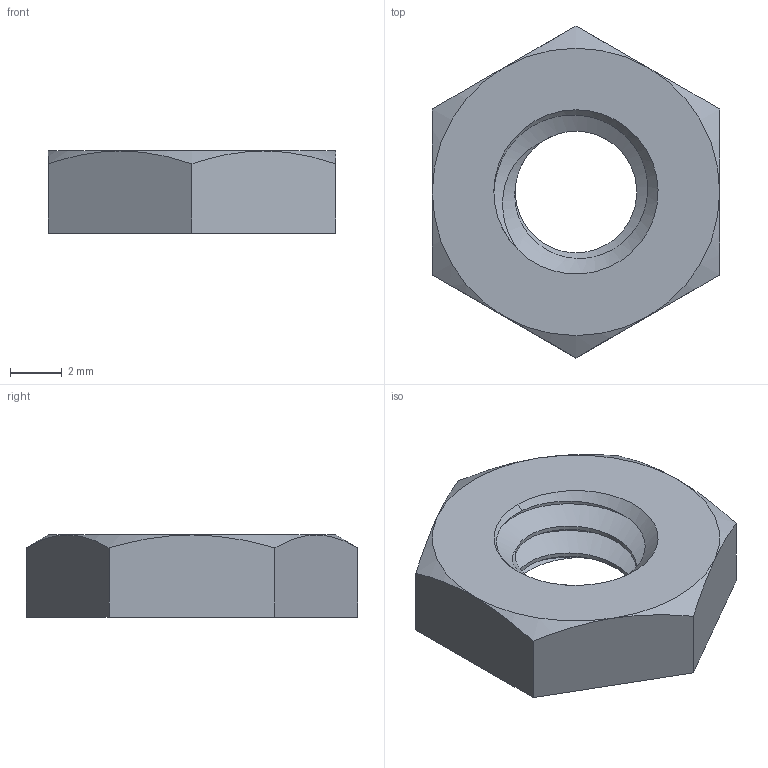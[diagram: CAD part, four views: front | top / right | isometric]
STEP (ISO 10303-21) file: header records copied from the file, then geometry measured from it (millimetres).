
FILE_DESCRIPTION(/* description */ (''),/* implementation_level */ '2;1');
FILE_NAME(/* name */ 'Periscope 1-20 Hex Bolt 95462A029_Medium-Strength Steel Hex Nut (1) v1.step',/* time_stamp */ '2022-04-06T19:46:47-04:00',/* author */ (''),/* organization */ (''),/* preprocessor_version */ 'ST-DEVELOPER v18.1',/* originating_system */ 'Autodesk Translation Framework v10.14.0.1471',/* authorisation */ '');
FILE_SCHEMA (('AUTOMOTIVE_DESIGN { 1 0 10303 214 3 1 1 }'));
Length unit declared in the file: inch
Products named in the file (1): Periscope 1-20 Hex Bolt 95462A029_Medium-Strength Steel Hex Nut (1)
Bounding box: 11.11 x 12.83 x 3.17 mm (x, y, z)
Volume: 258.9 mm3; surface area: 370.5 mm2
Topology: 1 solids, 1 shells, 24 faces, 58 edges, 36 vertices
Faces by surface type: cone 8, plane 8, cylinder 6, bspline 2
Full cylindrical faces by diameter (mm): 4.7 x1, 6.35 x2
Entity records: 1336 total; most frequent: CARTESIAN_POINT 810, ORIENTED_EDGE 116, DIRECTION 87, EDGE_CURVE 58, VERTEX_POINT 36, AXIS2_PLACEMENT_3D 35, EDGE_LOOP 26, FACE_OUTER_BOUND 24
